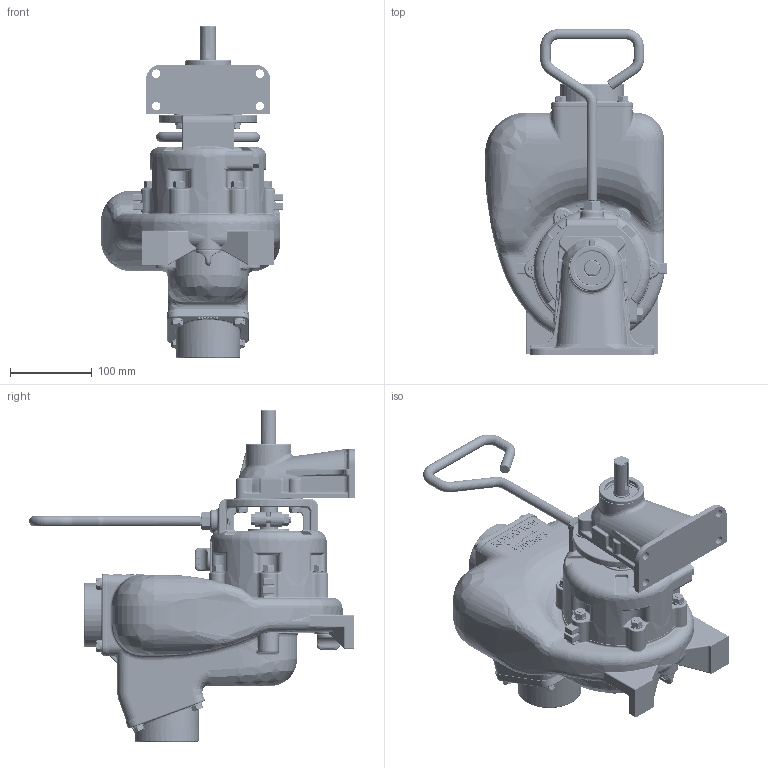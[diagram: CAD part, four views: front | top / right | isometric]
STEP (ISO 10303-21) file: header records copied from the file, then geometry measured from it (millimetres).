
FILE_DESCRIPTION(/* description */ ('2"SS WET SEAL PUMP WITH BEARING PED'),/* implementation_level */ '2;1');
FILE_NAME(/* name */ '201PBSSW.stp',/* time_stamp */ '2023-03-07T11:33:48-05:00',/* author */ ('MJC'),/* organization */ (''),/* preprocessor_version */ 'ST-DEVELOPER v18.1',/* originating_system */ 'Autodesk Inventor 2022',/* authorisation */ '');
FILE_SCHEMA (('AUTOMOTIVE_DESIGN { 1 0 10303 214 3 1 1 }'));
Products named in the file (41): 201PBSSW; 17026SSX; 17200ASS; 17201A; 17202SS; 17235; 17206A; 17208SS; 17009B; 17242; 17040; 17032; 12882A; 12882R; 12883R; 12883B; 12884; 17018; 17123; 17023A; 17023B; 17029; V10119; 15022; 17010; 12777SS; UV15163V; 17000SS; 17002SS; 17011SS; 17130SS; 17014; 17017; 17017X; 17021; 17020; 18016; V07019; V07018; 17019 ...
Assembly tree (87 placements, depth 3):
  201PBSSW
    17026SSX
    17200ASS
      17201A
      17202SS
      17235
      17206A
      17208SS
      17009B
      17242  x6
      17018
      V10118  x4
      17040  x4
      17032
      12777SS
      UV15163V
    12882A
      12882R
      12883R
      12883B  x2
      12884
    17018
    17123
      17023A
      17023B
      17029  x2
      V10118  x2
      V10119  x2
    V10118  x14
    V10119  x6
    15022
    17010
    12777SS
    UV15163V
    17000SS
    17002SS
    17011SS
    17130SS  x2
    17014
    17017
      17017X
      17021
      17020
      18016
      V07019
      V07018
    17019  x8
Bounding box: 223.46 x 399.22 x 406.64 mm (x, y, z)
Volume: 3254032.3 mm3; surface area: 1037400.6 mm2
Topology: 83 solids, 216 shells, 7885 faces, 18841 edges, 11129 vertices
Faces by surface type: cylinder 2784, cone 1766, plane 1443, bspline 1253, torus 494, sphere 145
Full cylindrical faces by diameter (mm): 6.259 x126, 6.401 x16, 6.782 x5, 6.858 x2, 7.144 x1, 7.938 x16, 8.89 x4, 9.128 x12, 9.525 x16, 9.906 x1, 10.319 x4, 10.373 x18, 10.592 x1, 10.719 x1, 11.436 x10, 12.7 x8, 13.716 x1, 14.196 x10, 14.351 x2, 19.05 x2, 19.152 x1, 20.002 x2, 25.375 x1, 25.4 x9, 25.527 x2, 26.987 x3, 28.448 x2, 28.575 x1, 28.702 x2, 30.162 x1
Entity records: 215557 total; most frequent: CARTESIAN_POINT 104394, ORIENTED_EDGE 23754, DIRECTION 20956, EDGE_CURVE 11971, AXIS2_PLACEMENT_3D 8215, VERTEX_POINT 7310, EDGE_LOOP 5289, FACE_OUTER_BOUND 4950
